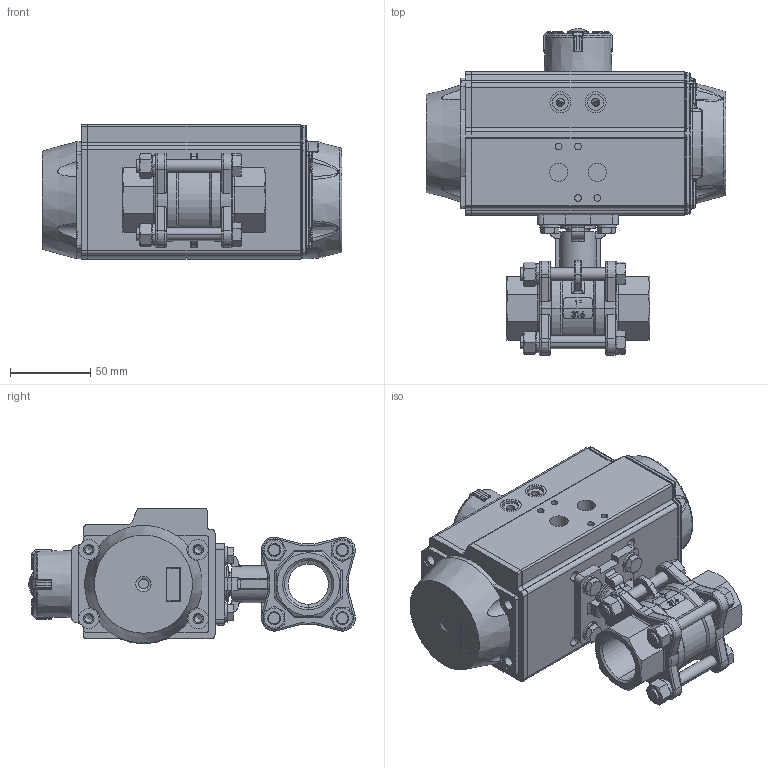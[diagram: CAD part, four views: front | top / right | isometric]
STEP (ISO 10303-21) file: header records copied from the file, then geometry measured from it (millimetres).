
FILE_DESCRIPTION(/* description */ ('Unknown'),/* implementation_level */ '2;1');
FILE_NAME(/* name */ 'PE02 9336-06',/* time_stamp */ '2025-01-20T12:57:50+01:00',/* author */ ('Unknown'),/* organization */ ('Unknown'),/* preprocessor_version */ 'ST-DEVELOPER v19.4',/* originating_system */ 'Solid Edge',/* authorisation */ 'Unknown');
FILE_SCHEMA (('AUTOMOTIVE_DESIGN {1 0 10303 214 3 1 1}'));
Products named in the file (23): PE029336-06; 9336-06_oa_0; MV-83H-LM-DN25; MV-83H-FS-DN25; Spring lock washers--Normal type GB_GB_FASTENER_WASHER_SW 8; MV-83H-LZ-DN25; MV-83H-T(J)-DN25; MV-83H-G(J)-DN25; MV-83H-DD-DN25; Hexagon nuts grade C GB_GB_FASTENER_NUT_SNC1 M8-N; MV-83H-Z-DN25; DIN 933 M6x16 A2-70 BLK_EDST; DIN126-M6; PD03_PE02; vt65-2016-06-25; Optische Anzeige; ______; ________(___________; cup head nib bolts with large head gb_GB_FASTENER_BOLT_CHNBW M6X25-N; ____65______ ______; VT65_____________MIR; zhou65; VTE65____
Assembly tree (43 placements, depth 4):
  PE029336-06
    9336-06_oa_0
      MV-83H-LM-DN25
      MV-83H-FS-DN25
      Spring lock washers--Normal type GB_GB_FASTENER_WASHER_SW 8  x4
      MV-83H-LZ-DN25  x4
      MV-83H-T(J)-DN25
      MV-83H-G(J)-DN25  x2
      MV-83H-DD-DN25  x2
      Hexagon nuts grade C GB_GB_FASTENER_NUT_SNC1 M8-N  x4
      MV-83H-Z-DN25
    DIN 933 M6x16 A2-70 BLK_EDST  x4
    DIN126-M6  x4
    PD03_PE02
      vt65-2016-06-25
      Optische Anzeige
        ______
        ________(___________  x4
        cup head nib bolts with large head gb_GB_FASTENER_BOLT_CHNBW M6X25-N
      ____65______ ______  x2
      VT65_____________MIR
      zhou65
      VTE65____
Bounding box: 186.5 x 203 x 83.89 mm (x, y, z)
Volume: 810199 mm3; surface area: 272834.7 mm2
Topology: 40 solids, 40 shells, 3057 faces, 7609 edges, 4715 vertices
Faces by surface type: plane 993, cylinder 992, bspline 458, torus 350, cone 231, sphere 33
Full cylindrical faces by diameter (mm): 3 x16, 3.3 x8, 4.134 x8, 4.66 x1, 4.917 x15, 5 x1, 6 x5, 6.2 x1, 6.5 x4, 6.6 x4, 6.647 x4, 10 x12, 11 x1, 11.4 x1, 11.445 x2, 12 x5, 12.5 x2, 12.9 x1, 13 x2, 14 x5, 15 x1, 16.2 x18, 17 x2, 20 x2, 22.5 x1, 24.2 x1, 24.4 x1, 28 x4, 38.5 x1, 56 x2
Entity records: 93472 total; most frequent: CARTESIAN_POINT 44038, ORIENTED_EDGE 10592, DIRECTION 9093, EDGE_CURVE 5296, AXIS2_PLACEMENT_3D 3569, VERTEX_POINT 3471, FACE_BOUND 2659, EDGE_LOOP 2639
